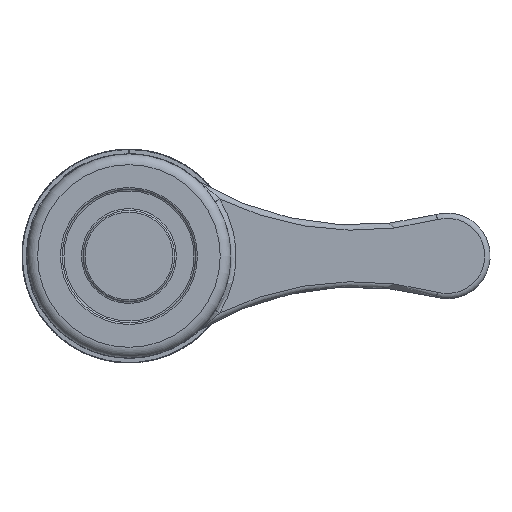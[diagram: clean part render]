
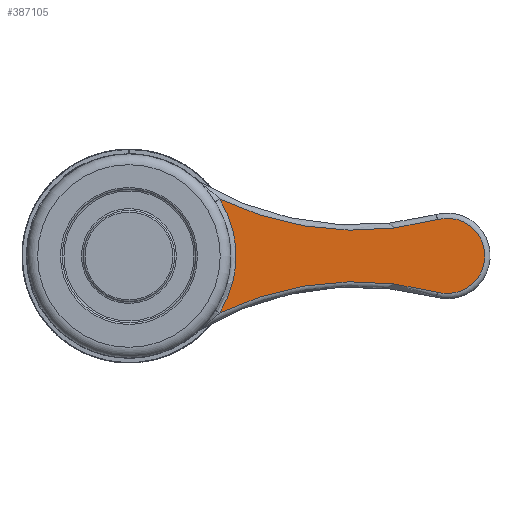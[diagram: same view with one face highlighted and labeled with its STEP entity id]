
A CAD part, front view. The second image highlights one B-rep face of the part: STEP entity #387105.
In plain terms, the highlighted planar face has unit normal (0, -1, 0).
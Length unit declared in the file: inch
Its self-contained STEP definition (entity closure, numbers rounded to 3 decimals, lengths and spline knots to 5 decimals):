
#386700=CARTESIAN_POINT('',(1.75736,1.275,-0.20646));
#386701=VERTEX_POINT('',#386700);
#386702=CARTESIAN_POINT('',(1.75706,1.275,0.20729));
#386703=VERTEX_POINT('',#386702);
#386704=CARTESIAN_POINT('',(1.8124,1.275,0.00046));
#386705=DIRECTION('',(0.0,-1.0,0.0));
#386706=DIRECTION('',(0.0,0.0,1.0));
#386707=AXIS2_PLACEMENT_3D('',#386704,#386705,#386706);
#386708=CIRCLE('',#386707,0.21411);
#386709=EDGE_CURVE('',#386701,#386703,#386708,.T.);
#386800=CARTESIAN_POINT('',(0.51625,1.275,-0.32493));
#386801=VERTEX_POINT('',#386800);
#386802=CARTESIAN_POINT('',(1.29653,1.275,-1.93891));
#386803=DIRECTION('',(0.0,1.0,0.0));
#386804=DIRECTION('',(0.0,0.0,1.0));
#386805=AXIS2_PLACEMENT_3D('',#386802,#386803,#386804);
#386806=CIRCLE('',#386805,1.79269);
#386807=EDGE_CURVE('',#386801,#386701,#386806,.T.);
#387080=CARTESIAN_POINT('',(1.55447,1.275,-0.96923));
#387081=DIRECTION('',(0.0,1.0,0.0));
#387082=DIRECTION('',(0.0,0.0,1.0));
#387083=AXIS2_PLACEMENT_3D('',#387080,#387081,#387082);
#387084=PLANE('',#387083);
#387085=ORIENTED_EDGE('',*,*,#386709,.T.);
#387086=CARTESIAN_POINT('',(0.51632,1.275,0.32484));
#387087=VERTEX_POINT('',#387086);
#387088=CARTESIAN_POINT('',(1.29479,1.275,1.93488));
#387089=DIRECTION('',(0.0,1.0,0.0));
#387090=DIRECTION('',(0.0,0.0,1.0));
#387091=AXIS2_PLACEMENT_3D('',#387088,#387089,#387090);
#387092=CIRCLE('',#387091,1.78837);
#387093=EDGE_CURVE('',#386703,#387087,#387092,.T.);
#387094=ORIENTED_EDGE('',*,*,#387093,.T.);
#387095=CARTESIAN_POINT('',(0.0,1.275,0.0));
#387096=DIRECTION('',(0.0,1.0,0.0));
#387097=DIRECTION('',(0.0,0.0,1.0));
#387098=AXIS2_PLACEMENT_3D('',#387095,#387096,#387097);
#387099=CIRCLE('',#387098,0.61);
#387100=EDGE_CURVE('',#387087,#386801,#387099,.T.);
#387101=ORIENTED_EDGE('',*,*,#387100,.T.);
#387102=ORIENTED_EDGE('',*,*,#386807,.T.);
#387103=EDGE_LOOP('',(#387085,#387094,#387101,#387102));
#387104=FACE_OUTER_BOUND('',#387103,.T.);
#387105=ADVANCED_FACE('',(#387104),#387084,.F.);
